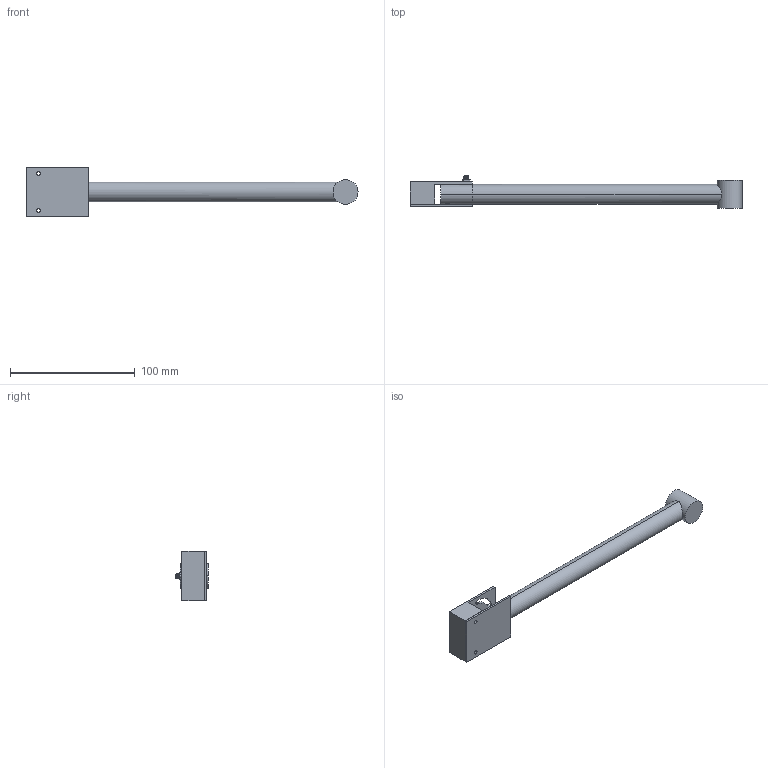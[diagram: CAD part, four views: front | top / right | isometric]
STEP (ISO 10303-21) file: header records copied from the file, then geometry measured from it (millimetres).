
FILE_DESCRIPTION (( 'STEP AP214' ), '1' );
FILE_NAME ('folding mechanism assembly right.STEP', '2021-06-20T05:35:51', ( '' ), ( '' ), 'SwSTEP 2.0', 'SolidWorks 2020', '' );
FILE_SCHEMA (( 'AUTOMOTIVE_DESIGN' ));
Length unit declared in the file: millimetre
Products named in the file (6): folding mechanism part 2 right; folding mechanism assembly right; nut; hollow arm; folding mechanism part 1 right; folding mechanism part 3
Assembly tree (5 placements, depth 2):
  folding mechanism assembly right
    folding mechanism part 1 right
    folding mechanism part 2 right
    folding mechanism part 3
    nut
    hollow arm
Bounding box: 266.5 x 26.25 x 40 mm (x, y, z)
Volume: 45191 mm3; surface area: 34900.2 mm2
Topology: 5 solids, 5 shells, 120 faces, 299 edges, 193 vertices
Faces by surface type: cylinder 66, plane 36, cone 12, bspline 6
Entity records: 6934 total; most frequent: CARTESIAN_POINT 4037, ORIENTED_EDGE 598, DIRECTION 516, EDGE_CURVE 299, AXIS2_PLACEMENT_3D 200, VERTEX_POINT 193, EDGE_LOOP 138, ADVANCED_FACE 120
